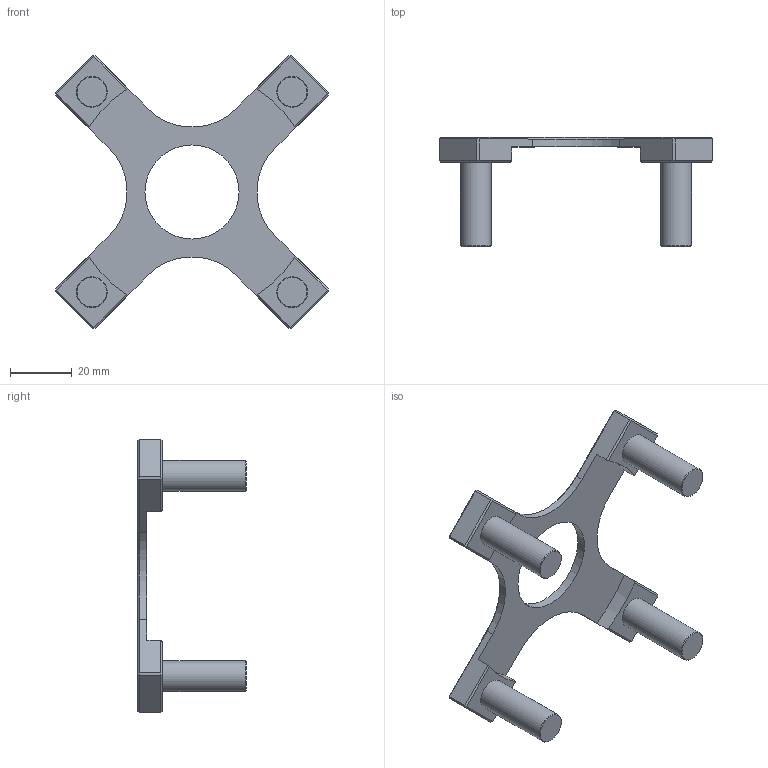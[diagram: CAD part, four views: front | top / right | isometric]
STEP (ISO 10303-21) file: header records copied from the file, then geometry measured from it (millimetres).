
FILE_DESCRIPTION(/* description */ ('ASSIEME PRESSORE FRM-140'),/* implementation_level */ '2;1');
FILE_NAME(/* name */ 'FRM-140-P.stp',/* time_stamp */ '2021-06-07T11:33:25+02:00',/* author */ ('Francesca'),/* organization */ (''),/* preprocessor_version */ 'ST-DEVELOPER v17',/* originating_system */ 'Autodesk Inventor 2019',/* authorisation */ '');
FILE_SCHEMA (('AUTOMOTIVE_DESIGN { 1 0 10303 214 3 1 1 }'));
Length unit declared in the file: millimetre
Products named in the file (4): FRM-140-P-cliente; FRM-140-PRESSORE; FRM-140-PERNO PRESSORE-cliente; DIN 7984 - M4 x 8
Assembly tree (9 placements, depth 2):
  FRM-140-P-cliente
    FRM-140-PRESSORE
    FRM-140-PERNO PRESSORE-cliente  x4
    DIN 7984 - M4 x 8  x4
Bounding box: 88.39 x 35.3 x 88.39 mm (x, y, z)
Volume: 22618.1 mm3; surface area: 14979.6 mm2
Topology: 9 solids, 9 shells, 191 faces, 447 edges, 286 vertices
Faces by surface type: plane 118, cylinder 37, cone 28, torus 8
Full cylindrical faces by diameter (mm): 3.242 x4, 4 x4, 5.5 x4, 6.1 x4, 7 x4, 8 x4, 10 x4, 30.5 x1
Entity records: 3439 total; most frequent: DIRECTION 598, CARTESIAN_POINT 571, ORIENTED_EDGE 530, EDGE_CURVE 265, AXIS2_PLACEMENT_3D 211, LINE 176, VECTOR 176, VERTEX_POINT 163
